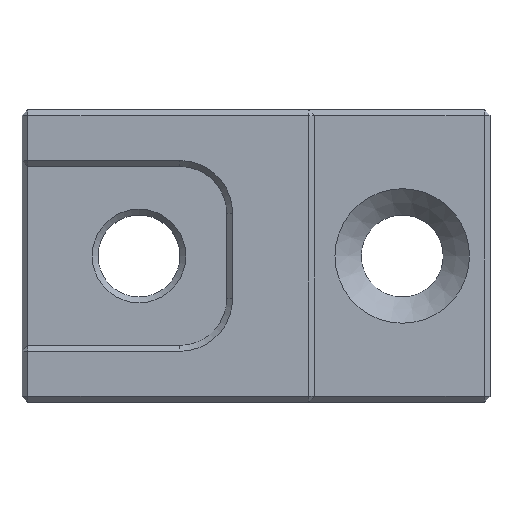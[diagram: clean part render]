
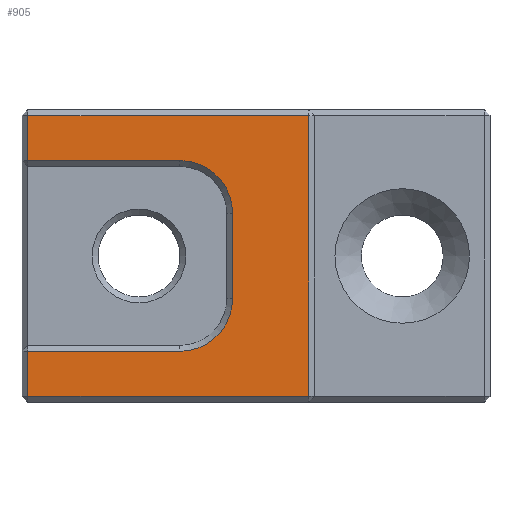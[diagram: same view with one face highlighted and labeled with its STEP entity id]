
A CAD part, top view. The second image highlights one B-rep face of the part: STEP entity #905.
In plain terms, the highlighted planar face has unit normal (0, 0, 1).
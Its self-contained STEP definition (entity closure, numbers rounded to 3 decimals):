
#68=PLANE('',#991);
#124=FACE_OUTER_BOUND('',#185,.T.);
#185=EDGE_LOOP('',(#819,#820,#821,#822,#823,#824,#825,#826,#827,#828));
#226=LINE('',#1351,#332);
#230=LINE('',#1363,#336);
#234=LINE('',#1373,#340);
#261=LINE('',#1427,#367);
#263=LINE('',#1430,#369);
#267=LINE('',#1436,#373);
#269=LINE('',#1439,#375);
#273=LINE('',#1445,#379);
#332=VECTOR('',#1084,10.);
#336=VECTOR('',#1096,10.);
#340=VECTOR('',#1108,10.);
#367=VECTOR('',#1161,10.);
#369=VECTOR('',#1165,10.);
#373=VECTOR('',#1173,10.);
#375=VECTOR('',#1177,10.);
#379=VECTOR('',#1185,10.);
#413=CIRCLE('',#950,4.5);
#415=CIRCLE('',#954,4.5);
#441=VERTEX_POINT('',#1311);
#444=VERTEX_POINT('',#1318);
#450=VERTEX_POINT('',#1332);
#452=VERTEX_POINT('',#1337);
#456=VERTEX_POINT('',#1349);
#458=VERTEX_POINT('',#1355);
#460=VERTEX_POINT('',#1361);
#462=VERTEX_POINT('',#1367);
#466=VERTEX_POINT('',#1382);
#471=VERTEX_POINT('',#1397);
#528=EDGE_CURVE('',#456,#452,#226,.T.);
#531=EDGE_CURVE('',#458,#456,#413,.T.);
#534=EDGE_CURVE('',#460,#458,#230,.T.);
#537=EDGE_CURVE('',#462,#460,#415,.T.);
#540=EDGE_CURVE('',#444,#462,#234,.T.);
#567=EDGE_CURVE('',#452,#471,#261,.T.);
#569=EDGE_CURVE('',#471,#450,#263,.T.);
#573=EDGE_CURVE('',#441,#466,#267,.T.);
#575=EDGE_CURVE('',#466,#444,#269,.T.);
#579=EDGE_CURVE('',#450,#441,#273,.T.);
#819=ORIENTED_EDGE('',*,*,#573,.F.);
#820=ORIENTED_EDGE('',*,*,#579,.F.);
#821=ORIENTED_EDGE('',*,*,#569,.F.);
#822=ORIENTED_EDGE('',*,*,#567,.F.);
#823=ORIENTED_EDGE('',*,*,#528,.F.);
#824=ORIENTED_EDGE('',*,*,#531,.F.);
#825=ORIENTED_EDGE('',*,*,#534,.F.);
#826=ORIENTED_EDGE('',*,*,#537,.F.);
#827=ORIENTED_EDGE('',*,*,#540,.F.);
#828=ORIENTED_EDGE('',*,*,#575,.F.);
#905=ADVANCED_FACE('',(#124),#68,.T.);
#950=AXIS2_PLACEMENT_3D('',#1357,#1089,#1090);
#954=AXIS2_PLACEMENT_3D('',#1369,#1101,#1102);
#991=AXIS2_PLACEMENT_3D('',#1487,#1237,#1238);
#1084=DIRECTION('',(-1.,0.,0.));
#1089=DIRECTION('center_axis',(0.,0.,1.));
#1090=DIRECTION('ref_axis',(1.,0.,0.));
#1096=DIRECTION('',(0.,1.,0.));
#1101=DIRECTION('center_axis',(0.,0.,1.));
#1102=DIRECTION('ref_axis',(0.,-1.,0.));
#1108=DIRECTION('',(1.,0.,0.));
#1161=DIRECTION('',(0.,1.,0.));
#1165=DIRECTION('',(1.,0.,0.));
#1173=DIRECTION('',(-1.,0.,0.));
#1177=DIRECTION('',(0.,1.,0.));
#1185=DIRECTION('',(0.,-1.,0.));
#1237=DIRECTION('center_axis',(0.,0.,1.));
#1238=DIRECTION('ref_axis',(1.,0.,0.));
#1311=CARTESIAN_POINT('',(24.5,0.5,7.));
#1318=CARTESIAN_POINT('',(0.5,4.35,7.));
#1332=CARTESIAN_POINT('',(24.5,24.5,7.));
#1337=CARTESIAN_POINT('',(0.5,20.65,7.));
#1349=CARTESIAN_POINT('',(13.5,20.65,7.));
#1351=CARTESIAN_POINT('',(10.,20.65,7.));
#1355=CARTESIAN_POINT('',(18.,16.15,7.));
#1357=CARTESIAN_POINT('Origin',(13.5,16.15,7.));
#1361=CARTESIAN_POINT('',(18.,8.85,7.));
#1363=CARTESIAN_POINT('',(18.,14.325,7.));
#1367=CARTESIAN_POINT('',(13.5,4.35,7.));
#1369=CARTESIAN_POINT('Origin',(13.5,8.85,7.));
#1373=CARTESIAN_POINT('',(16.75,4.35,7.));
#1382=CARTESIAN_POINT('',(0.5,0.5,7.));
#1397=CARTESIAN_POINT('',(0.5,24.5,7.));
#1427=CARTESIAN_POINT('',(0.5,18.75,7.));
#1430=CARTESIAN_POINT('',(30.,24.5,7.));
#1436=CARTESIAN_POINT('',(10.,0.5,7.));
#1439=CARTESIAN_POINT('',(0.5,18.75,7.));
#1445=CARTESIAN_POINT('',(24.5,6.25,7.));
#1487=CARTESIAN_POINT('Origin',(20.,12.5,7.));
